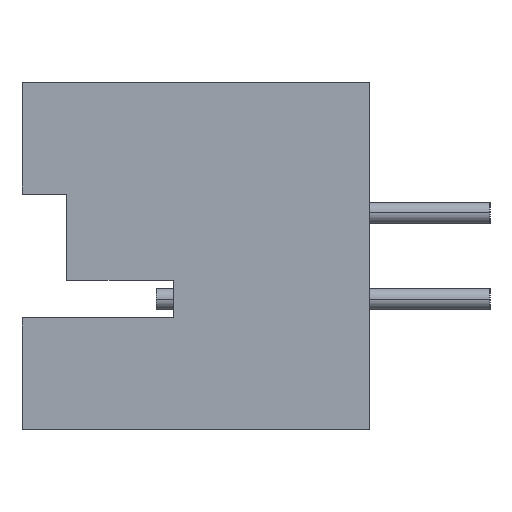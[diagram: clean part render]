
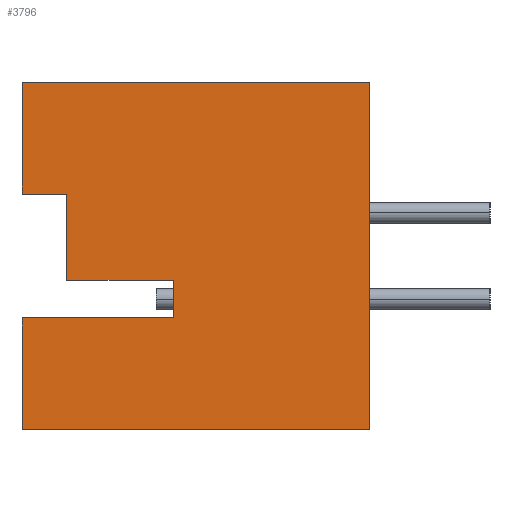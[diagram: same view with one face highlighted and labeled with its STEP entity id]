
A CAD part, left-side view. The second image highlights one B-rep face of the part: STEP entity #3796.
In plain terms, the highlighted planar face has unit normal (-1, 0, 0).
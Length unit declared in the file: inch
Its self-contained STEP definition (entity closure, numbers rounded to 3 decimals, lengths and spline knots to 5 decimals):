
#33 = EDGE_CURVE ( 'NONE', #2962, #6547, #1512, .T. ) ;
#71 = CARTESIAN_POINT ( 'NONE',  ( -0.59055, 0., -0.02756 ) ) ;
#256 = ORIENTED_EDGE ( 'NONE', *, *, #1919, .F. ) ;
#314 = VERTEX_POINT ( 'NONE', #5670 ) ;
#422 = EDGE_CURVE ( 'NONE', #7524, #1168, #5389, .T. ) ;
#864 = CARTESIAN_POINT ( 'NONE',  ( -0.59055, 0., -0.19882 ) ) ;
#902 = VECTOR ( 'NONE', #2054, 39.37008 ) ;
#930 = FACE_OUTER_BOUND ( 'NONE', #2131, .T. ) ;
#1120 = VECTOR ( 'NONE', #6519, 39.37008 ) ;
#1126 = ORIENTED_EDGE ( 'NONE', *, *, #2404, .T. ) ;
#1168 = VERTEX_POINT ( 'NONE', #8137 ) ;
#1210 = CARTESIAN_POINT ( 'NONE',  ( -0.59055, 0., -0.19882 ) ) ;
#1222 = LINE ( 'NONE', #9609, #6691 ) ;
#1349 = VECTOR ( 'NONE', #1914, 39.37008 ) ;
#1406 = LINE ( 'NONE', #9612, #6743 ) ;
#1437 = CARTESIAN_POINT ( 'NONE',  ( -0.59055, 0.22441, -0.07087 ) ) ;
#1512 = LINE ( 'NONE', #71, #7574 ) ;
#1914 = DIRECTION ( 'NONE',  ( 0., 0., 1. ) ) ;
#1919 = EDGE_CURVE ( 'NONE', #9343, #8835, #4671, .T. ) ;
#1951 = DIRECTION ( 'NONE',  ( 0., 0., -1. ) ) ;
#2054 = DIRECTION ( 'NONE',  ( 0., -1., 0. ) ) ;
#2090 = CARTESIAN_POINT ( 'NONE',  ( -0.59055, 0.22441, -0.07087 ) ) ;
#2131 = EDGE_LOOP ( 'NONE', ( #8264, #3175, #7500, #1126, #3962, #256, #2527, #7509, #8706, #2258 ) ) ;
#2258 = ORIENTED_EDGE ( 'NONE', *, *, #6790, .F. ) ;
#2284 = EDGE_CURVE ( 'NONE', #6547, #5948, #3605, .T. ) ;
#2404 = EDGE_CURVE ( 'NONE', #2962, #3795, #6332, .T. ) ;
#2527 = ORIENTED_EDGE ( 'NONE', *, *, #4043, .F. ) ;
#2962 = VERTEX_POINT ( 'NONE', #6515 ) ;
#3175 = ORIENTED_EDGE ( 'NONE', *, *, #2284, .F. ) ;
#3543 = DIRECTION ( 'NONE',  ( 0., 0., 1. ) ) ;
#3559 = CARTESIAN_POINT ( 'NONE',  ( -0.59055, 0.39764, -0.19882 ) ) ;
#3568 = VERTEX_POINT ( 'NONE', #8707 ) ;
#3605 = LINE ( 'NONE', #7102, #1349 ) ;
#3795 = VERTEX_POINT ( 'NONE', #1437 ) ;
#3796 = ADVANCED_FACE ( 'NONE', ( #930 ), #7768, .F. ) ;
#3962 = ORIENTED_EDGE ( 'NONE', *, *, #4078, .F. ) ;
#4043 = EDGE_CURVE ( 'NONE', #7524, #9343, #8553, .T. ) ;
#4072 = CARTESIAN_POINT ( 'NONE',  ( -0.59055, 0., -0.19882 ) ) ;
#4078 = EDGE_CURVE ( 'NONE', #8835, #3795, #1406, .T. ) ;
#4671 = LINE ( 'NONE', #6101, #8519 ) ;
#4945 = DIRECTION ( 'NONE',  ( 0., -1., 0. ) ) ;
#5121 = VECTOR ( 'NONE', #1951, 39.37008 ) ;
#5290 = DIRECTION ( 'NONE',  ( 0., 1., 0. ) ) ;
#5389 = LINE ( 'NONE', #1210, #1120 ) ;
#5484 = CARTESIAN_POINT ( 'NONE',  ( -0.59055, 0.34646, -0.02756 ) ) ;
#5613 = DIRECTION ( 'NONE',  ( 0., 1., 0. ) ) ;
#5670 = CARTESIAN_POINT ( 'NONE',  ( -0.59055, 0.39764, 0.07087 ) ) ;
#5825 = CARTESIAN_POINT ( 'NONE',  ( -0.59055, 0., -0.19882 ) ) ;
#5872 = EDGE_CURVE ( 'NONE', #314, #5948, #1222, .T. ) ;
#5948 = VERTEX_POINT ( 'NONE', #8967 ) ;
#6101 = CARTESIAN_POINT ( 'NONE',  ( -0.59055, 0.39764, -0.19882 ) ) ;
#6175 = DIRECTION ( 'NONE',  ( 0., 0., -1. ) ) ;
#6332 = LINE ( 'NONE', #2090, #5121 ) ;
#6382 = VECTOR ( 'NONE', #5613, 39.37008 ) ;
#6483 = LINE ( 'NONE', #9098, #902 ) ;
#6515 = CARTESIAN_POINT ( 'NONE',  ( -0.59055, 0.22441, -0.02756 ) ) ;
#6519 = DIRECTION ( 'NONE',  ( 0., 0., 1. ) ) ;
#6547 = VERTEX_POINT ( 'NONE', #5484 ) ;
#6678 = CARTESIAN_POINT ( 'NONE',  ( -0.59055, 0.39764, -0.07087 ) ) ;
#6691 = VECTOR ( 'NONE', #9003, 39.37008 ) ;
#6743 = VECTOR ( 'NONE', #4945, 39.37008 ) ;
#6790 = EDGE_CURVE ( 'NONE', #314, #3568, #8349, .T. ) ;
#6823 = DIRECTION ( 'NONE',  ( 0., 0., 1. ) ) ;
#7010 = VECTOR ( 'NONE', #3543, 39.37008 ) ;
#7102 = CARTESIAN_POINT ( 'NONE',  ( -0.59055, 0.34646, -0.19882 ) ) ;
#7500 = ORIENTED_EDGE ( 'NONE', *, *, #33, .F. ) ;
#7509 = ORIENTED_EDGE ( 'NONE', *, *, #422, .T. ) ;
#7524 = VERTEX_POINT ( 'NONE', #5825 ) ;
#7574 = VECTOR ( 'NONE', #5290, 39.37008 ) ;
#7666 = EDGE_CURVE ( 'NONE', #3568, #1168, #6483, .T. ) ;
#7768 = PLANE ( 'NONE',  #9050 ) ;
#8137 = CARTESIAN_POINT ( 'NONE',  ( -0.59055, 0., 0.19882 ) ) ;
#8264 = ORIENTED_EDGE ( 'NONE', *, *, #5872, .T. ) ;
#8349 = LINE ( 'NONE', #9660, #7010 ) ;
#8497 = DIRECTION ( 'NONE',  ( 1., 0., 0. ) ) ;
#8519 = VECTOR ( 'NONE', #6823, 39.37008 ) ;
#8553 = LINE ( 'NONE', #4072, #6382 ) ;
#8706 = ORIENTED_EDGE ( 'NONE', *, *, #7666, .F. ) ;
#8707 = CARTESIAN_POINT ( 'NONE',  ( -0.59055, 0.39764, 0.19882 ) ) ;
#8835 = VERTEX_POINT ( 'NONE', #6678 ) ;
#8967 = CARTESIAN_POINT ( 'NONE',  ( -0.59055, 0.34646, 0.07087 ) ) ;
#9003 = DIRECTION ( 'NONE',  ( 0., -1., 0. ) ) ;
#9050 = AXIS2_PLACEMENT_3D ( 'NONE', #864, #8497, #6175 ) ;
#9098 = CARTESIAN_POINT ( 'NONE',  ( -0.59055, 0.39764, 0.19882 ) ) ;
#9343 = VERTEX_POINT ( 'NONE', #3559 ) ;
#9609 = CARTESIAN_POINT ( 'NONE',  ( -0.59055, 0.34646, 0.07087 ) ) ;
#9612 = CARTESIAN_POINT ( 'NONE',  ( -0.59055, 0., -0.07087 ) ) ;
#9660 = CARTESIAN_POINT ( 'NONE',  ( -0.59055, 0.39764, -0.19882 ) ) ;
